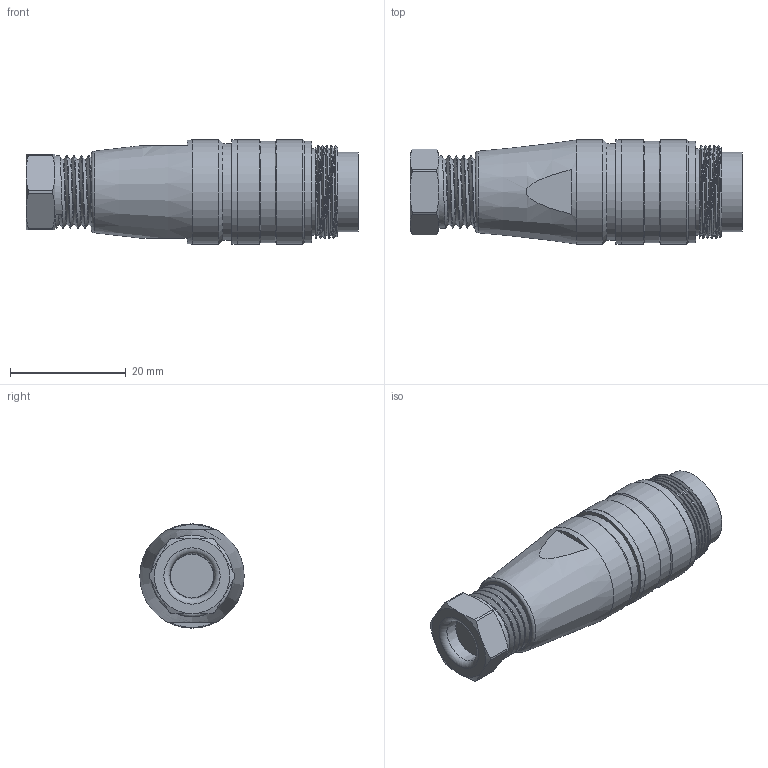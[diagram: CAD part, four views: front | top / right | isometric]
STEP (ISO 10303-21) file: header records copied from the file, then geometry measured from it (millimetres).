
FILE_DESCRIPTION(/* description */ (''),/* implementation_level */ '2;1');
FILE_NAME(/* name */ 'c091 11h008 000 2nxc001-01.stp',/* time_stamp */ '2019-07-24T16:35:47+02:00',/* author */ (''),/* organization */ (''),/* preprocessor_version */ 'ST-DEVELOPER v16.7',/* originating_system */ 'SIEMENS PLM Software NX 12.0',/* authorisation */ '');
FILE_SCHEMA (('AUTOMOTIVE_DESIGN { 1 0 10303 214 3 1 1 1 }'));
Length unit declared in the file: millimetre
Products named in the file (1): c091 11h008 000 2nxc001-01
Bounding box: 57.3 x 18 x 18 mm (x, y, z)
Volume: 10106.4 mm3; surface area: 4931.9 mm2
Topology: 1 solids, 1 shells, 141 faces, 348 edges, 222 vertices
Faces by surface type: plane 69, cylinder 43, sphere 12, cone 7, bspline 6, torus 4
Full cylindrical faces by diameter (mm): 12.5 x5, 13.8 x1, 15 x1, 16.7 x1, 17.6 x2, 17.96 x1, 18 x3
Entity records: 5560 total; most frequent: CARTESIAN_POINT 1838, DIRECTION 686, ORIENTED_EDGE 616, EDGE_CURVE 308, AXIS2_PLACEMENT_3D 272, VERTEX_POINT 207, EDGE_LOOP 175, LINE 142
